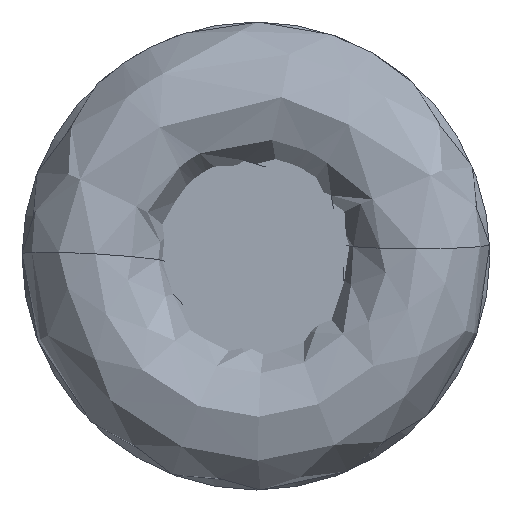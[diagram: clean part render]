
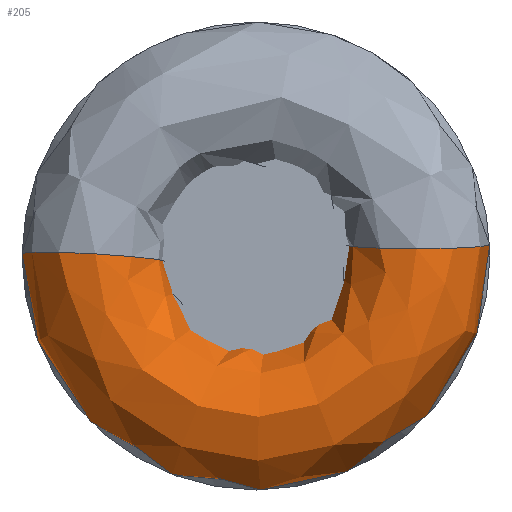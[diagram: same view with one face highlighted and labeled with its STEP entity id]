
A CAD part, left-side view. The second image highlights one B-rep face of the part: STEP entity #205.
In plain terms, the highlighted free-form (B-spline) face has degree [3, 3] with [7, 7] control points.
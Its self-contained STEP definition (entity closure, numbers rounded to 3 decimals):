
#205=ADVANCED_FACE('',(#226,#227),#224,.T.);
#224=(
BOUNDED_SURFACE()
B_SPLINE_SURFACE(3,3,((#485,#486,#487,#488,#489,#490,#491),(#492,#493,#494,
#495,#496,#497,#498),(#499,#500,#501,#502,#503,#504,#505),(#506,#507,#508,
#509,#510,#511,#512),(#513,#514,#515,#516,#517,#518,#519),(#520,#521,#522,
#523,#524,#525,#526),(#527,#528,#529,#530,#531,#532,#533)),
 .UNSPECIFIED.,.T.,.F.,.F.)
B_SPLINE_SURFACE_WITH_KNOTS((1,3,3,3,1),(4,3,4),(-0.5,0.,0.5,1.,1.5),(0.,
0.5,1.),.UNSPECIFIED.)
GEOMETRIC_REPRESENTATION_ITEM()
RATIONAL_B_SPLINE_SURFACE(((1.,0.798,0.798,1.,0.798,
0.798,1.),(0.333,0.266,0.266,
0.333,0.266,0.266,0.333),
(0.333,0.266,0.266,0.333,
0.266,0.266,0.333),(1.,0.798,
0.798,1.,0.798,0.798,1.),(0.333,
0.266,0.266,0.333,0.266,
0.266,0.333),(0.333,0.266,
0.266,0.333,0.266,0.266,
0.333),(1.,0.798,0.798,1.,0.798,
0.798,1.)))
REPRESENTATION_ITEM('')
SURFACE()
);
#226=FACE_BOUND('',#260,.T.);
#227=FACE_BOUND('',#261,.T.);
#260=EDGE_LOOP('',(#296));
#261=EDGE_LOOP('',(#297));
#296=ORIENTED_EDGE('',*,*,#350,.F.);
#297=ORIENTED_EDGE('',*,*,#351,.T.);
#332=VERTEX_POINT('',#482);
#333=VERTEX_POINT('',#484);
#350=EDGE_CURVE('',#332,#332,#368,.T.);
#351=EDGE_CURVE('',#333,#333,#369,.T.);
#368=CIRCLE('',#387,5.);
#369=CIRCLE('',#388,5.);
#387=AXIS2_PLACEMENT_3D('',#481,#417,#418);
#388=AXIS2_PLACEMENT_3D('',#483,#419,#420);
#417=DIRECTION('',(-0.052,0.,0.999));
#418=DIRECTION('',(0.999,0.,0.052));
#419=DIRECTION('',(-0.052,0.058,-0.997));
#420=DIRECTION('',(0.999,0.003,-0.052));
#481=CARTESIAN_POINT('',(4.993,-10.983,0.762));
#482=CARTESIAN_POINT('',(9.986,-10.983,1.023));
#483=CARTESIAN_POINT('',(4.993,11.009,-0.117));
#484=CARTESIAN_POINT('',(9.986,11.024,-0.379));
#485=CARTESIAN_POINT('',(9.986,11.024,-0.379));
#486=CARTESIAN_POINT('',(9.986,10.797,-6.987));
#487=CARTESIAN_POINT('',(9.986,5.898,-11.429));
#488=CARTESIAN_POINT('',(9.986,-0.701,-11.008));
#489=CARTESIAN_POINT('',(9.986,-7.301,-10.588));
#490=CARTESIAN_POINT('',(9.986,-11.597,-5.561));
#491=CARTESIAN_POINT('',(9.986,-10.983,1.023));
#492=CARTESIAN_POINT('',(9.986,1.041,-0.964));
#493=CARTESIAN_POINT('',(9.986,0.463,-1.588));
#494=CARTESIAN_POINT('',(9.986,-0.387,-1.609));
#495=CARTESIAN_POINT('',(9.986,-0.994,-1.013));
#496=CARTESIAN_POINT('',(9.986,-1.601,-0.417));
#497=CARTESIAN_POINT('',(9.986,-1.597,0.434));
#498=CARTESIAN_POINT('',(9.986,-0.983,1.023));
#499=CARTESIAN_POINT('',(0.,1.011,-0.442));
#500=CARTESIAN_POINT('',(0.,0.746,-1.048));
#501=CARTESIAN_POINT('',(0.,0.127,-1.28));
#502=CARTESIAN_POINT('',(0.,-0.471,-0.997));
#503=CARTESIAN_POINT('',(0.,-1.069,-0.715));
#504=CARTESIAN_POINT('',(0.,-1.283,-0.089));
#505=CARTESIAN_POINT('',(0.,-0.983,0.5));
#506=CARTESIAN_POINT('',(0.,10.994,0.144));
#507=CARTESIAN_POINT('',(0.,11.08,-6.447));
#508=CARTESIAN_POINT('',(0.,6.412,-11.1));
#509=CARTESIAN_POINT('',(0.,-0.178,-10.993));
#510=CARTESIAN_POINT('',(0.,-6.768,-10.886));
#511=CARTESIAN_POINT('',(0.,-11.283,-6.084));
#512=CARTESIAN_POINT('',(0.,-10.983,0.5));
#513=CARTESIAN_POINT('',(0.,20.976,0.729));
#514=CARTESIAN_POINT('',(0.,21.414,-11.846));
#515=CARTESIAN_POINT('',(0.,12.697,-20.92));
#516=CARTESIAN_POINT('',(0.,0.115,-20.989));
#517=CARTESIAN_POINT('',(0.,-12.468,-21.058));
#518=CARTESIAN_POINT('',(0.,-21.283,-12.079));
#519=CARTESIAN_POINT('',(0.,-20.983,0.5));
#520=CARTESIAN_POINT('',(9.986,21.007,0.207));
#521=CARTESIAN_POINT('',(9.986,21.131,-12.387));
#522=CARTESIAN_POINT('',(9.986,12.183,-21.249));
#523=CARTESIAN_POINT('',(9.986,-0.409,-21.004));
#524=CARTESIAN_POINT('',(9.986,-13.,-20.759));
#525=CARTESIAN_POINT('',(9.986,-21.597,-11.556));
#526=CARTESIAN_POINT('',(9.986,-20.983,1.023));
#527=CARTESIAN_POINT('',(9.986,11.024,-0.379));
#528=CARTESIAN_POINT('',(9.986,10.797,-6.987));
#529=CARTESIAN_POINT('',(9.986,5.898,-11.429));
#530=CARTESIAN_POINT('',(9.986,-0.701,-11.008));
#531=CARTESIAN_POINT('',(9.986,-7.301,-10.588));
#532=CARTESIAN_POINT('',(9.986,-11.597,-5.561));
#533=CARTESIAN_POINT('',(9.986,-10.983,1.023));
